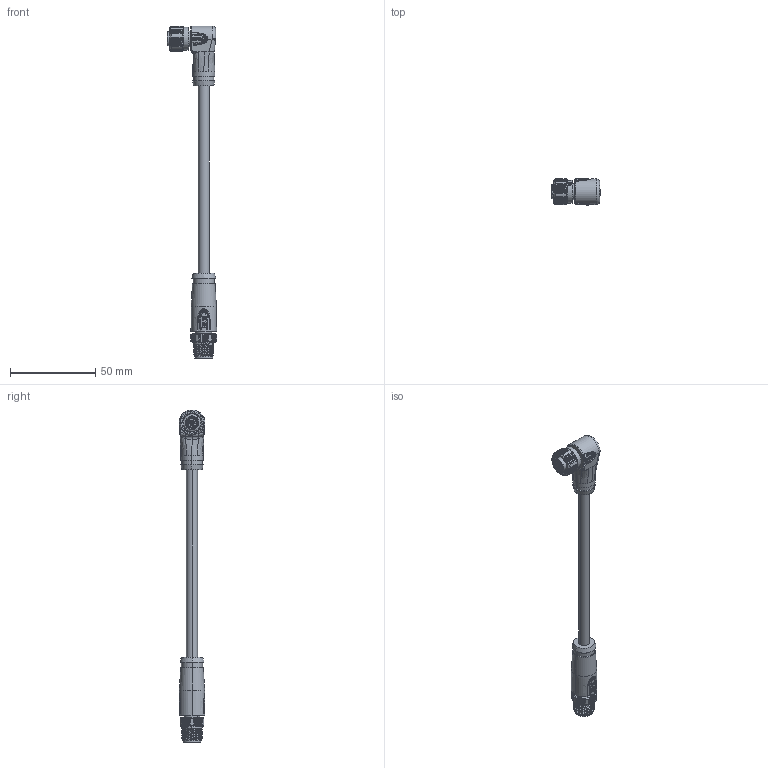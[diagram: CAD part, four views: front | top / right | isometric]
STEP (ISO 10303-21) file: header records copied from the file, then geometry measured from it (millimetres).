
FILE_DESCRIPTION((''),'2;1');
FILE_NAME('ASM0001_SW0001','2023-09-18T',('p.yu'),(''),'PRO/ENGINEER BY PARAMETRIC TECHNOLOGY CORPORATION, 2012480','PRO/ENGINEER BY PARAMETRIC TECHNOLOGY CORPORATION, 2012480','');
FILE_SCHEMA(('CONFIG_CONTROL_DESIGN'));
Length unit declared in the file: inch
Products named in the file (1): ASM0001_SW0001
Bounding box: 29 x 15.05 x 194.79 mm (x, y, z)
Volume: 17195.1 mm3; surface area: 10600.3 mm2
Topology: 1 solids, 1 shells, 1919 faces, 5343 edges, 3459 vertices
Faces by surface type: plane 746, extrusion 430, cylinder 335, cone 213, bspline 106, torus 49, sphere 28, revolution 12
Entity records: 79061 total; most frequent: CARTESIAN_POINT 33729, ORIENTED_EDGE 10568, DIRECTION 7437, EDGE_CURVE 5284, VERTEX_POINT 3458, B_SPLINE_CURVE_WITH_KNOTS 2616, AXIS2_PLACEMENT_3D 2516, VECTOR 2393
